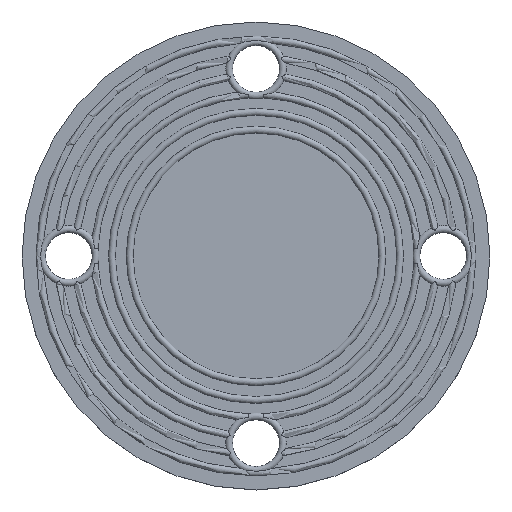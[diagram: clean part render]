
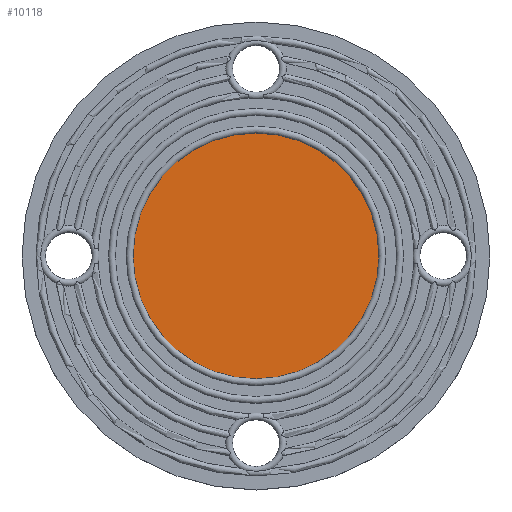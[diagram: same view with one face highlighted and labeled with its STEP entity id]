
A CAD part, top view. The second image highlights one B-rep face of the part: STEP entity #10118.
In plain terms, the highlighted planar face has unit normal (0, 0, 1).
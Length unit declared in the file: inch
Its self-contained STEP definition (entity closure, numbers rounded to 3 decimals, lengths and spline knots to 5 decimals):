
#129=CIRCLE('',#10595,1.97046);
#1318=FACE_OUTER_BOUND('',#1909,.T.);
#1909=EDGE_LOOP('',(#9252));
#4839=VERTEX_POINT('',#18355);
#6310=EDGE_CURVE('',#4839,#4839,#129,.T.);
#9252=ORIENTED_EDGE('',*,*,#6310,.T.);
#9583=PLANE('',#10598);
#10118=ADVANCED_FACE('',(#1318),#9583,.T.);
#10595=AXIS2_PLACEMENT_3D('',#18356,#12447,#12448);
#10598=AXIS2_PLACEMENT_3D('',#18360,#12453,#12454);
#12447=DIRECTION('center_axis',(0.,0.,1.));
#12448=DIRECTION('ref_axis',(1.,0.,0.));
#12453=DIRECTION('center_axis',(0.,0.,1.));
#12454=DIRECTION('ref_axis',(1.,0.,0.));
#18355=CARTESIAN_POINT('',(-1.97046,0.,0.95));
#18356=CARTESIAN_POINT('Origin',(0.,0.,0.95));
#18360=CARTESIAN_POINT('Origin',(0.,0.,0.95));
